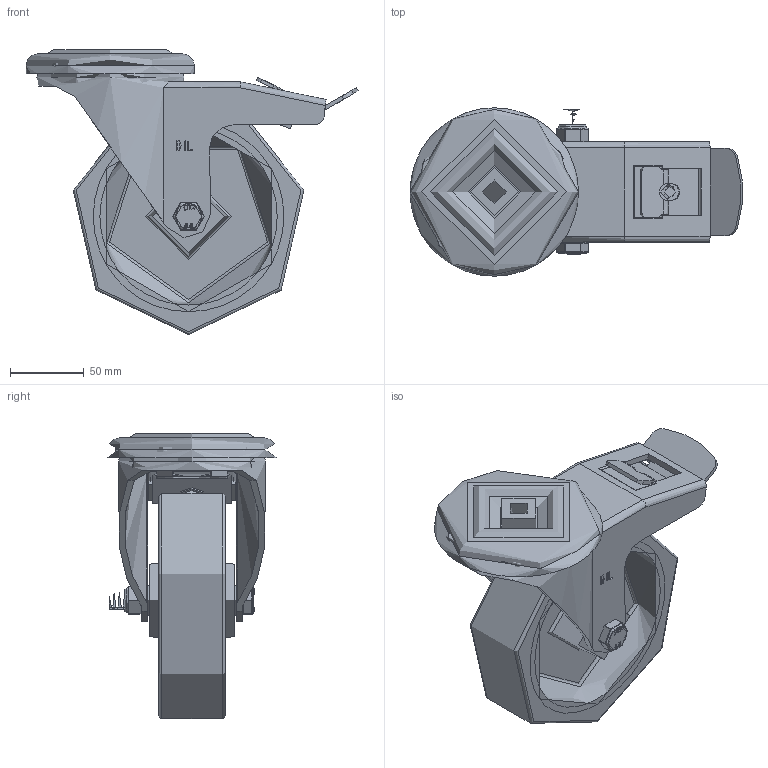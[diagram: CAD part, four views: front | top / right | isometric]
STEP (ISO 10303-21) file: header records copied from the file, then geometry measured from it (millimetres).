
FILE_DESCRIPTION(/* description */ (''),/* implementation_level */ '2;1');
FILE_NAME(/* name */ 'BZMM160RNBBH16SWB.step',/* time_stamp */ '2024-10-07T13:14:43+01:00',/* author */ (''),/* organization */ (''),/* preprocessor_version */ 'ST-DEVELOPER v20',/* originating_system */ 'Autodesk Translation Framework v13.20.0.188',/* authorisation */ '');
FILE_SCHEMA (('AUTOMOTIVE_DESIGN { 1 0 10303 214 3 1 1 }'));
Length unit declared in the file: millimetre
Products named in the file (26): BZMM160RNBBH16SWB; BZH160WRNRB v1; 75 SHORE A ELASTIC RUBBER TYRE; NYLON RIM; NYLON RIM Geometry; CAP; ROLLER BEARING; CAGE; Pattern; Component2; BZMM150ASBH16SWB v1; ZINC PLATED, PRESSED STEEL HEAD (1); ZINC PLATED, PRESSED STEEL FORKS (1); ZINC PLATED, PRESSED STEEL BRAKE PEDAL (1); ZINC PLATED, PRESSED STEEL BRAKE PEDAL Geometry (1); WASHER (1); BRAKE BOLT (1); BRAKE PAD (1); TUBEM20X60 v1; ZINC PLATED STEEL TUBE; HEXBOLTM12X90Z8.8 v2; GRADE 8.8 ZINC PLATED BOLT; NYLOCM12Z v1; NYLOC NUT; NUT; RUBBER
Assembly tree (34 placements, depth 5):
  BZMM160RNBBH16SWB
    BZH160WRNRB v1
      75 SHORE A ELASTIC RUBBER TYRE
      NYLON RIM
        NYLON RIM Geometry
        CAP
      ROLLER BEARING
        CAGE
        Pattern
          Component2  x10
    BZMM150ASBH16SWB v1
      ZINC PLATED, PRESSED STEEL HEAD (1)
      ZINC PLATED, PRESSED STEEL FORKS (1)
      ZINC PLATED, PRESSED STEEL BRAKE PEDAL (1)
        ZINC PLATED, PRESSED STEEL BRAKE PEDAL Geometry (1)
        WASHER (1)
        BRAKE BOLT (1)
      BRAKE PAD (1)
    TUBEM20X60 v1
      ZINC PLATED STEEL TUBE
    HEXBOLTM12X90Z8.8 v2
      GRADE 8.8 ZINC PLATED BOLT
    NYLOCM12Z v1
      NYLOC NUT
        NUT
        RUBBER
Bounding box: 224.62 x 114 x 193 mm (x, y, z)
Volume: 838591.9 mm3; surface area: 280180.4 mm2
Topology: 24 solids, 24 shells, 653 faces, 1645 edges, 1054 vertices
Faces by surface type: plane 352, cylinder 205, bspline 45, torus 23, sphere 18, cone 10
Full cylindrical faces by diameter (mm): 5 x10, 8 x11, 9.836 x16, 10 x1, 10.273 x1, 11.834 x16, 12 x3, 12.2 x2, 12.5 x1, 14 x2, 15.273 x1, 16.2 x1, 17.75 x1, 18.5 x1, 19.9 x1, 20 x1, 21 x1, 22 x1, 29.5 x1, 30 x1, 32.5 x3, 36.5 x2, 41 x1, 47 x1, 51.5 x1, 74 x1, 91.5 x1, 99.5 x1, 104 x1, 114 x1
Entity records: 30071 total; most frequent: CARTESIAN_POINT 14178, ORIENTED_EDGE 3236, DIRECTION 3091, EDGE_CURVE 1618, AXIS2_PLACEMENT_3D 1083, VERTEX_POINT 1036, LINE 925, VECTOR 925
